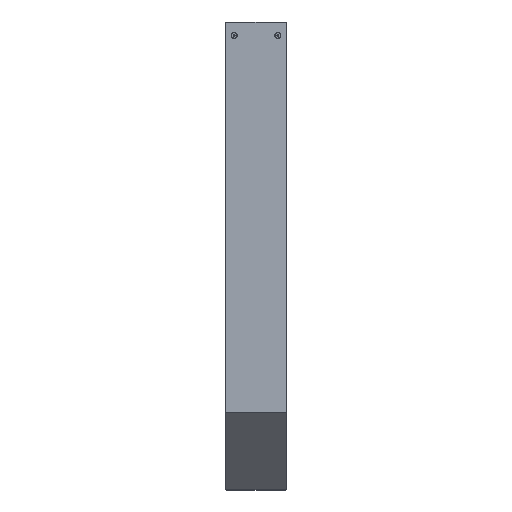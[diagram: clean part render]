
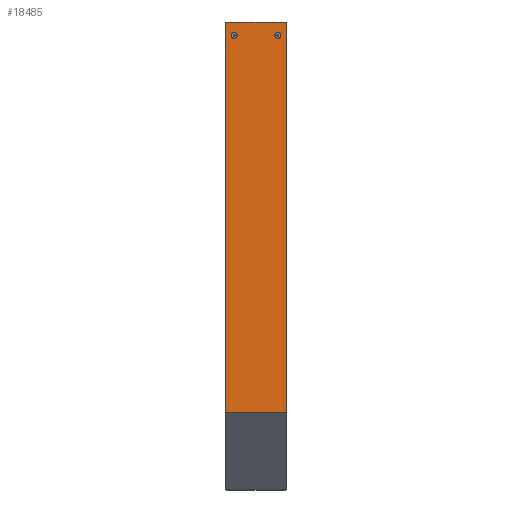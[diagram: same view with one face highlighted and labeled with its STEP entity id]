
A CAD part, left-side view. The second image highlights one B-rep face of the part: STEP entity #18485.
In plain terms, the highlighted planar face has unit normal (-1, 0, 0).
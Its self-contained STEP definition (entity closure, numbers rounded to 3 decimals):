
#815 = CARTESIAN_POINT ( 'NONE',  ( 0., 55., -706.835 ) ) ;
#904 = DIRECTION ( 'NONE',  ( 0., 1., 0. ) ) ;
#997 = VERTEX_POINT ( 'NONE', #36047 ) ;
#1477 = EDGE_LOOP ( 'NONE', ( #25790, #4934 ) ) ;
#1848 = ORIENTED_EDGE ( 'NONE', *, *, #7064, .T. ) ;
#2651 = LINE ( 'NONE', #3249, #23734 ) ;
#3249 = CARTESIAN_POINT ( 'NONE',  ( 0., 53., -709. ) ) ;
#3283 = CIRCLE ( 'NONE', #53229, 5.5 ) ;
#3463 = PLANE ( 'NONE',  #57184 ) ;
#4934 = ORIENTED_EDGE ( 'NONE', *, *, #18368, .T. ) ;
#7064 = EDGE_CURVE ( 'NONE', #10630, #49069, #33657, .T. ) ;
#8054 = DIRECTION ( 'NONE',  ( 0., 0., -1. ) ) ;
#8221 = EDGE_CURVE ( 'NONE', #27002, #997, #52876, .T. ) ;
#8494 = LINE ( 'NONE', #17965, #41928 ) ;
#8728 = CARTESIAN_POINT ( 'NONE',  ( 0., -39.65, -29.9 ) ) ;
#9121 = AXIS2_PLACEMENT_3D ( 'NONE', #48628, #57784, #39696 ) ;
#9156 = CARTESIAN_POINT ( 'NONE',  ( 0., 53., -709. ) ) ;
#10630 = VERTEX_POINT ( 'NONE', #14577 ) ;
#10894 = EDGE_CURVE ( 'NONE', #59021, #43438, #23143, .T. ) ;
#10929 = VECTOR ( 'NONE', #904, 1000. ) ;
#11225 = VERTEX_POINT ( 'NONE', #48587 ) ;
#12574 = ORIENTED_EDGE ( 'NONE', *, *, #31450, .T. ) ;
#14577 = CARTESIAN_POINT ( 'NONE',  ( 0., -39.65, -18.9 ) ) ;
#15351 = EDGE_CURVE ( 'NONE', #27002, #19537, #19871, .T. ) ;
#15585 = CARTESIAN_POINT ( 'NONE',  ( 0., 55., -709. ) ) ;
#15936 = VERTEX_POINT ( 'NONE', #60184 ) ;
#16272 = AXIS2_PLACEMENT_3D ( 'NONE', #45212, #36930, #32324 ) ;
#16701 = ORIENTED_EDGE ( 'NONE', *, *, #15351, .F. ) ;
#17523 = FACE_OUTER_BOUND ( 'NONE', #45592, .T. ) ;
#17965 = CARTESIAN_POINT ( 'NONE',  ( 0., -55., -709. ) ) ;
#18368 = EDGE_CURVE ( 'NONE', #43438, #59021, #3283, .T. ) ;
#18479 = ORIENTED_EDGE ( 'NONE', *, *, #8221, .T. ) ;
#18485 = ADVANCED_FACE ( 'NONE', ( #45483, #54379, #17523 ), #3463, .F. ) ;
#18532 = DIRECTION ( 'NONE',  ( 0., 0., -1. ) ) ;
#19537 = VERTEX_POINT ( 'NONE', #9156 ) ;
#19871 = LINE ( 'NONE', #15585, #10929 ) ;
#20707 = CARTESIAN_POINT ( 'NONE',  ( 0., 55., 0. ) ) ;
#21592 = LINE ( 'NONE', #20707, #42820 ) ;
#21698 = CARTESIAN_POINT ( 'NONE',  ( 0., 39.65, -29.9 ) ) ;
#22461 = CARTESIAN_POINT ( 'NONE',  ( 0., 39.65, -18.9 ) ) ;
#23143 = CIRCLE ( 'NONE', #16272, 5.5 ) ;
#23734 = VECTOR ( 'NONE', #59377, 1000. ) ;
#23958 = CARTESIAN_POINT ( 'NONE',  ( 0., -53., -709. ) ) ;
#25200 = CARTESIAN_POINT ( 'NONE',  ( 0., -39.65, -24.4 ) ) ;
#25562 = AXIS2_PLACEMENT_3D ( 'NONE', #25200, #34146, #38112 ) ;
#25610 = DIRECTION ( 'NONE',  ( 0., 1., 0. ) ) ;
#25790 = ORIENTED_EDGE ( 'NONE', *, *, #10894, .T. ) ;
#25889 = DIRECTION ( 'NONE',  ( 0., -0.679, 0.735 ) ) ;
#27002 = VERTEX_POINT ( 'NONE', #23958 ) ;
#27445 = EDGE_LOOP ( 'NONE', ( #1848, #59915 ) ) ;
#29022 = ORIENTED_EDGE ( 'NONE', *, *, #43816, .T. ) ;
#29552 = DIRECTION ( 'NONE',  ( 0., 0., 1. ) ) ;
#29556 = EDGE_CURVE ( 'NONE', #56636, #15936, #30460, .T. ) ;
#30401 = EDGE_CURVE ( 'NONE', #11225, #15936, #21592, .T. ) ;
#30460 = LINE ( 'NONE', #49203, #40741 ) ;
#31450 = EDGE_CURVE ( 'NONE', #997, #11225, #8494, .T. ) ;
#32324 = DIRECTION ( 'NONE',  ( 0., 0., -1. ) ) ;
#33657 = CIRCLE ( 'NONE', #9121, 5.5 ) ;
#34146 = DIRECTION ( 'NONE',  ( 1., 0., 0. ) ) ;
#36047 = CARTESIAN_POINT ( 'NONE',  ( 0., -55., -706.835 ) ) ;
#36930 = DIRECTION ( 'NONE',  ( 1., 0., 0. ) ) ;
#37290 = DIRECTION ( 'NONE',  ( 0., 0., 1. ) ) ;
#38112 = DIRECTION ( 'NONE',  ( 0., 0., -1. ) ) ;
#39696 = DIRECTION ( 'NONE',  ( 0., 0., -1. ) ) ;
#39704 = CARTESIAN_POINT ( 'NONE',  ( 0., -53., -709. ) ) ;
#40741 = VECTOR ( 'NONE', #29552, 1000. ) ;
#41550 = DIRECTION ( 'NONE',  ( 1., 0., 0. ) ) ;
#41928 = VECTOR ( 'NONE', #37290, 1000. ) ;
#42820 = VECTOR ( 'NONE', #25610, 1000. ) ;
#43438 = VERTEX_POINT ( 'NONE', #21698 ) ;
#43816 = EDGE_CURVE ( 'NONE', #56636, #19537, #2651, .T. ) ;
#45212 = CARTESIAN_POINT ( 'NONE',  ( 0., 39.65, -24.4 ) ) ;
#45483 = FACE_BOUND ( 'NONE', #1477, .T. ) ;
#45592 = EDGE_LOOP ( 'NONE', ( #16701, #18479, #12574, #45598, #50996, #29022 ) ) ;
#45598 = ORIENTED_EDGE ( 'NONE', *, *, #30401, .T. ) ;
#46488 = CARTESIAN_POINT ( 'NONE',  ( 0., 39.65, -24.4 ) ) ;
#48587 = CARTESIAN_POINT ( 'NONE',  ( 0., -55., 0. ) ) ;
#48628 = CARTESIAN_POINT ( 'NONE',  ( 0., -39.65, -24.4 ) ) ;
#49069 = VERTEX_POINT ( 'NONE', #8728 ) ;
#49203 = CARTESIAN_POINT ( 'NONE',  ( 0., 55., -709. ) ) ;
#50996 = ORIENTED_EDGE ( 'NONE', *, *, #29556, .F. ) ;
#52876 = LINE ( 'NONE', #39704, #59944 ) ;
#53229 = AXIS2_PLACEMENT_3D ( 'NONE', #46488, #41550, #18532 ) ;
#54379 = FACE_BOUND ( 'NONE', #27445, .T. ) ;
#54940 = CARTESIAN_POINT ( 'NONE',  ( 0., 55., -709. ) ) ;
#56636 = VERTEX_POINT ( 'NONE', #815 ) ;
#57184 = AXIS2_PLACEMENT_3D ( 'NONE', #54940, #58654, #8054 ) ;
#57784 = DIRECTION ( 'NONE',  ( 1., 0., 0. ) ) ;
#57899 = CIRCLE ( 'NONE', #25562, 5.5 ) ;
#58654 = DIRECTION ( 'NONE',  ( 1., 0., 0. ) ) ;
#59021 = VERTEX_POINT ( 'NONE', #22461 ) ;
#59322 = EDGE_CURVE ( 'NONE', #49069, #10630, #57899, .T. ) ;
#59377 = DIRECTION ( 'NONE',  ( 0., -0.679, -0.735 ) ) ;
#59915 = ORIENTED_EDGE ( 'NONE', *, *, #59322, .T. ) ;
#59944 = VECTOR ( 'NONE', #25889, 1000. ) ;
#60184 = CARTESIAN_POINT ( 'NONE',  ( 0., 55., 0. ) ) ;
